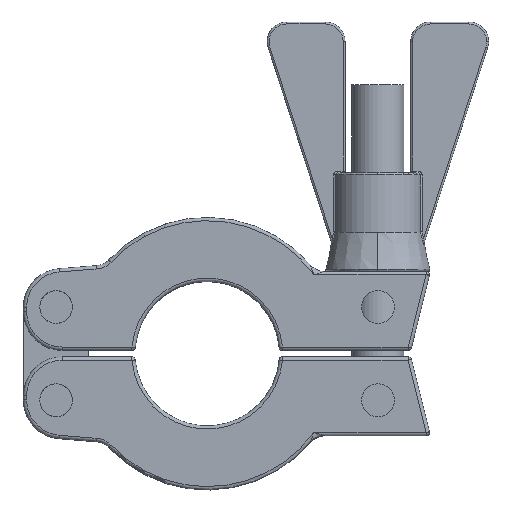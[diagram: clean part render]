
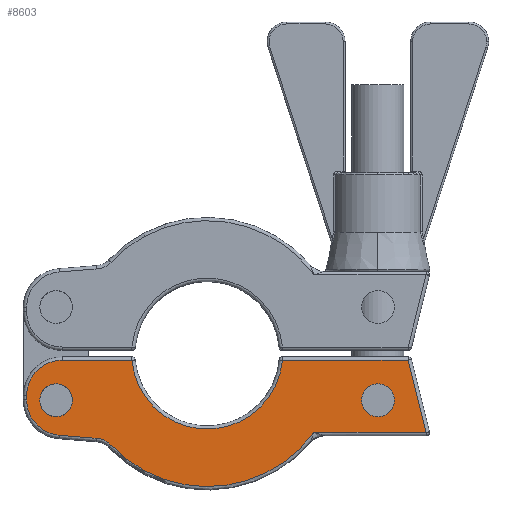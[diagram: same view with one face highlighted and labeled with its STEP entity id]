
A CAD part, top view. The second image highlights one B-rep face of the part: STEP entity #8603.
In plain terms, the highlighted planar face has unit normal (0, 0, 1).
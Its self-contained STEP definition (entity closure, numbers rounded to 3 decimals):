
#46 = DIRECTION ( 'NONE',  ( 0., 0., -1. ) ) ;
#71 = ORIENTED_EDGE ( 'NONE', *, *, #2921, .T. ) ;
#251 = DIRECTION ( 'NONE',  ( -1., 0., 0. ) ) ;
#551 = ORIENTED_EDGE ( 'NONE', *, *, #17012, .T. ) ;
#753 = CARTESIAN_POINT ( 'NONE',  ( 11.456, -1., 8. ) ) ;
#811 = DIRECTION ( 'NONE',  ( 0., 0., 1. ) ) ;
#1130 = CARTESIAN_POINT ( 'NONE',  ( -16.771, -12.911, 8. ) ) ;
#1354 = DIRECTION ( 'NONE',  ( 0., 0., 1. ) ) ;
#1580 = CIRCLE ( 'NONE', #3130, 11.5 ) ;
#1810 = AXIS2_PLACEMENT_3D ( 'NONE', #11781, #3660, #13135 ) ;
#1909 = CARTESIAN_POINT ( 'NONE',  ( 0., 0., 8. ) ) ;
#1959 = ORIENTED_EDGE ( 'NONE', *, *, #3862, .T. ) ;
#2171 = CARTESIAN_POINT ( 'NONE',  ( -11.456, -1., 8. ) ) ;
#2226 = AXIS2_PLACEMENT_3D ( 'NONE', #8203, #46, #9586 ) ;
#2358 = EDGE_CURVE ( 'NONE', #14395, #4765, #13642, .T. ) ;
#2430 = CIRCLE ( 'NONE', #1810, 2.5 ) ;
#2503 = LINE ( 'NONE', #8417, #12911 ) ;
#2596 = CARTESIAN_POINT ( 'NONE',  ( 0., -12., 8. ) ) ;
#2634 = CARTESIAN_POINT ( 'NONE',  ( 30.61, -1., 8. ) ) ;
#2826 = VECTOR ( 'NONE', #12732, 1000. ) ;
#2842 = AXIS2_PLACEMENT_3D ( 'NONE', #4390, #13888, #5759 ) ;
#2921 = EDGE_CURVE ( 'NONE', #11856, #5164, #13717, .T. ) ;
#2951 = CARTESIAN_POINT ( 'NONE',  ( -20.5, -7.1, 8. ) ) ;
#3044 = DIRECTION ( 'NONE',  ( -1., 0., 0. ) ) ;
#3092 = VERTEX_POINT ( 'NONE', #15854 ) ;
#3130 = AXIS2_PLACEMENT_3D ( 'NONE', #1909, #11401, #3282 ) ;
#3170 = DIRECTION ( 'NONE',  ( 0., 0., -1. ) ) ;
#3180 = EDGE_LOOP ( 'NONE', ( #13355, #11507 ) ) ;
#3282 = DIRECTION ( 'NONE',  ( 1., 0., 0. ) ) ;
#3474 = ORIENTED_EDGE ( 'NONE', *, *, #3912, .T. ) ;
#3483 = CARTESIAN_POINT ( 'NONE',  ( -14.638, -13.936, 8. ) ) ;
#3604 = DIRECTION ( 'NONE',  ( 0., 0., 1. ) ) ;
#3644 = VERTEX_POINT ( 'NONE', #2171 ) ;
#3660 = DIRECTION ( 'NONE',  ( 0., 0., -1. ) ) ;
#3862 = EDGE_CURVE ( 'NONE', #5325, #3092, #4122, .T. ) ;
#3912 = EDGE_CURVE ( 'NONE', #9350, #3644, #1580, .T. ) ;
#4111 = VERTEX_POINT ( 'NONE', #11796 ) ;
#4122 = CIRCLE ( 'NONE', #2842, 2.5 ) ;
#4390 = CARTESIAN_POINT ( 'NONE',  ( 26., -7.1, 8. ) ) ;
#4765 = VERTEX_POINT ( 'NONE', #1130 ) ;
#4836 = CIRCLE ( 'NONE', #7206, 20.125 ) ;
#5164 = VERTEX_POINT ( 'NONE', #10603 ) ;
#5266 = ORIENTED_EDGE ( 'NONE', *, *, #2358, .T. ) ;
#5310 = CARTESIAN_POINT ( 'NONE',  ( 0., -0.125, 8. ) ) ;
#5325 = VERTEX_POINT ( 'NONE', #6926 ) ;
#5549 = CARTESIAN_POINT ( 'NONE',  ( -23., -7.1, 8. ) ) ;
#5557 = EDGE_LOOP ( 'NONE', ( #6858, #9075, #8723, #3474, #12299, #14800, #71, #551, #5266, #7100, #14650 ) ) ;
#5759 = DIRECTION ( 'NONE',  ( 1., 0., 0. ) ) ;
#6019 = DIRECTION ( 'NONE',  ( 0., -1., 0. ) ) ;
#6196 = CARTESIAN_POINT ( 'NONE',  ( -27.5, -6.4, 8. ) ) ;
#6213 = EDGE_CURVE ( 'NONE', #12390, #4765, #15017, .T. ) ;
#6471 = AXIS2_PLACEMENT_3D ( 'NONE', #11288, #3170, #12657 ) ;
#6602 = FACE_BOUND ( 'NONE', #3180, .T. ) ;
#6653 = DIRECTION ( 'NONE',  ( 1., 0., 0. ) ) ;
#6858 = ORIENTED_EDGE ( 'NONE', *, *, #8088, .T. ) ;
#6925 = DIRECTION ( 'NONE',  ( 1., 0., 0. ) ) ;
#6926 = CARTESIAN_POINT ( 'NONE',  ( 28.5, -7.1, 8. ) ) ;
#7100 = ORIENTED_EDGE ( 'NONE', *, *, #6213, .F. ) ;
#7206 = AXIS2_PLACEMENT_3D ( 'NONE', #5310, #14806, #6653 ) ;
#7366 = AXIS2_PLACEMENT_3D ( 'NONE', #5549, #15057, #6925 ) ;
#7540 = CARTESIAN_POINT ( 'NONE',  ( 16.248, -12., 8. ) ) ;
#7613 = CARTESIAN_POINT ( 'NONE',  ( -25.5, -7.1, 8. ) ) ;
#7960 = VECTOR ( 'NONE', #3044, 1000. ) ;
#8010 = CARTESIAN_POINT ( 'NONE',  ( -22.538, -12.442, 8. ) ) ;
#8088 = EDGE_CURVE ( 'NONE', #14775, #12795, #12705, .T. ) ;
#8144 = PLANE ( 'NONE',  #2226 ) ;
#8203 = CARTESIAN_POINT ( 'NONE',  ( 0., 0., 8. ) ) ;
#8417 = CARTESIAN_POINT ( 'NONE',  ( 10.989, -1., 8. ) ) ;
#8539 = EDGE_LOOP ( 'NONE', ( #1959, #11522 ) ) ;
#8603 = ADVANCED_FACE ( 'NONE', ( #13413, #6602, #9820 ), #8144, .F. ) ;
#8723 = ORIENTED_EDGE ( 'NONE', *, *, #16762, .T. ) ;
#8971 = CARTESIAN_POINT ( 'NONE',  ( -17.039, -16.2, 8. ) ) ;
#9075 = ORIENTED_EDGE ( 'NONE', *, *, #12885, .T. ) ;
#9179 = CARTESIAN_POINT ( 'NONE',  ( 30.515, -0.621, 8. ) ) ;
#9350 = VERTEX_POINT ( 'NONE', #753 ) ;
#9479 = CARTESIAN_POINT ( 'NONE',  ( -22.1, -6.4, 8. ) ) ;
#9586 = DIRECTION ( 'NONE',  ( 1., 0., 0. ) ) ;
#9820 = FACE_BOUND ( 'NONE', #8539, .T. ) ;
#10069 = CARTESIAN_POINT ( 'NONE',  ( -16.714, -12.916, 8. ) ) ;
#10116 = EDGE_CURVE ( 'NONE', #12390, #14775, #4836, .T. ) ;
#10340 = DIRECTION ( 'NONE',  ( 1., 0., 0. ) ) ;
#10375 = CARTESIAN_POINT ( 'NONE',  ( 33.36, -12., 8. ) ) ;
#10603 = CARTESIAN_POINT ( 'NONE',  ( -27.5, -7.06, 8. ) ) ;
#10796 = CIRCLE ( 'NONE', #13150, 5.4 ) ;
#10837 = DIRECTION ( 'NONE',  ( 1., 0., 0. ) ) ;
#11002 = CIRCLE ( 'NONE', #7366, 2.5 ) ;
#11229 = CARTESIAN_POINT ( 'NONE',  ( -22.1, -1., 8. ) ) ;
#11288 = CARTESIAN_POINT ( 'NONE',  ( -23., -7.1, 8. ) ) ;
#11401 = DIRECTION ( 'NONE',  ( 0., 0., -1. ) ) ;
#11507 = ORIENTED_EDGE ( 'NONE', *, *, #13681, .T. ) ;
#11522 = ORIENTED_EDGE ( 'NONE', *, *, #17039, .T. ) ;
#11725 = CARTESIAN_POINT ( 'NONE',  ( -22.1, -7.06, 8. ) ) ;
#11781 = CARTESIAN_POINT ( 'NONE',  ( 26., -7.1, 8. ) ) ;
#11796 = CARTESIAN_POINT ( 'NONE',  ( -22.1, -1., 8. ) ) ;
#11856 = VERTEX_POINT ( 'NONE', #6196 ) ;
#12042 = CIRCLE ( 'NONE', #13974, 5.4 ) ;
#12299 = ORIENTED_EDGE ( 'NONE', *, *, #14598, .T. ) ;
#12390 = VERTEX_POINT ( 'NONE', #3483 ) ;
#12657 = DIRECTION ( 'NONE',  ( 1., 0., 0. ) ) ;
#12705 = LINE ( 'NONE', #2596, #14401 ) ;
#12732 = DIRECTION ( 'NONE',  ( 0.997, -0.081, 0. ) ) ;
#12795 = VERTEX_POINT ( 'NONE', #10375 ) ;
#12885 = EDGE_CURVE ( 'NONE', #12795, #17132, #15949, .T. ) ;
#12911 = VECTOR ( 'NONE', #251, 1000. ) ;
#13081 = DIRECTION ( 'NONE',  ( 1., 0., 0. ) ) ;
#13135 = DIRECTION ( 'NONE',  ( 1., 0., 0. ) ) ;
#13150 = AXIS2_PLACEMENT_3D ( 'NONE', #9479, #1354, #10837 ) ;
#13355 = ORIENTED_EDGE ( 'NONE', *, *, #16708, .T. ) ;
#13413 = FACE_OUTER_BOUND ( 'NONE', #5557, .T. ) ;
#13642 = LINE ( 'NONE', #10069, #2826 ) ;
#13681 = EDGE_CURVE ( 'NONE', #17429, #14055, #15044, .T. ) ;
#13717 = LINE ( 'NONE', #15513, #17313 ) ;
#13888 = DIRECTION ( 'NONE',  ( 0., 0., -1. ) ) ;
#13974 = AXIS2_PLACEMENT_3D ( 'NONE', #11725, #3604, #13081 ) ;
#14055 = VERTEX_POINT ( 'NONE', #2951 ) ;
#14395 = VERTEX_POINT ( 'NONE', #8010 ) ;
#14401 = VECTOR ( 'NONE', #14819, 1000. ) ;
#14598 = EDGE_CURVE ( 'NONE', #3644, #4111, #15194, .T. ) ;
#14628 = AXIS2_PLACEMENT_3D ( 'NONE', #8971, #811, #10340 ) ;
#14631 = DIRECTION ( 'NONE',  ( -0.243, 0.97, 0. ) ) ;
#14650 = ORIENTED_EDGE ( 'NONE', *, *, #10116, .T. ) ;
#14775 = VERTEX_POINT ( 'NONE', #7540 ) ;
#14800 = ORIENTED_EDGE ( 'NONE', *, *, #16666, .T. ) ;
#14806 = DIRECTION ( 'NONE',  ( 0., 0., 1. ) ) ;
#14819 = DIRECTION ( 'NONE',  ( 1., 0., 0. ) ) ;
#15017 = CIRCLE ( 'NONE', #14628, 3.3 ) ;
#15044 = CIRCLE ( 'NONE', #6471, 2.5 ) ;
#15057 = DIRECTION ( 'NONE',  ( 0., 0., -1. ) ) ;
#15194 = LINE ( 'NONE', #11229, #7960 ) ;
#15513 = CARTESIAN_POINT ( 'NONE',  ( -27.5, -7.06, 8. ) ) ;
#15535 = VECTOR ( 'NONE', #14631, 1000. ) ;
#15854 = CARTESIAN_POINT ( 'NONE',  ( 23.5, -7.1, 8. ) ) ;
#15949 = LINE ( 'NONE', #9179, #15535 ) ;
#16666 = EDGE_CURVE ( 'NONE', #4111, #11856, #10796, .T. ) ;
#16708 = EDGE_CURVE ( 'NONE', #14055, #17429, #11002, .T. ) ;
#16762 = EDGE_CURVE ( 'NONE', #17132, #9350, #2503, .T. ) ;
#17012 = EDGE_CURVE ( 'NONE', #5164, #14395, #12042, .T. ) ;
#17039 = EDGE_CURVE ( 'NONE', #3092, #5325, #2430, .T. ) ;
#17132 = VERTEX_POINT ( 'NONE', #2634 ) ;
#17313 = VECTOR ( 'NONE', #6019, 1000. ) ;
#17429 = VERTEX_POINT ( 'NONE', #7613 ) ;
